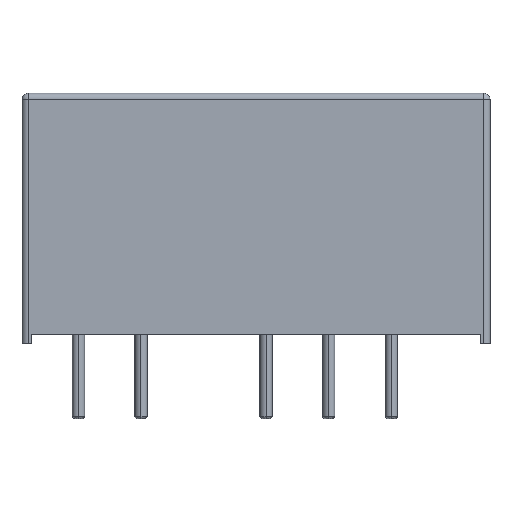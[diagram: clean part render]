
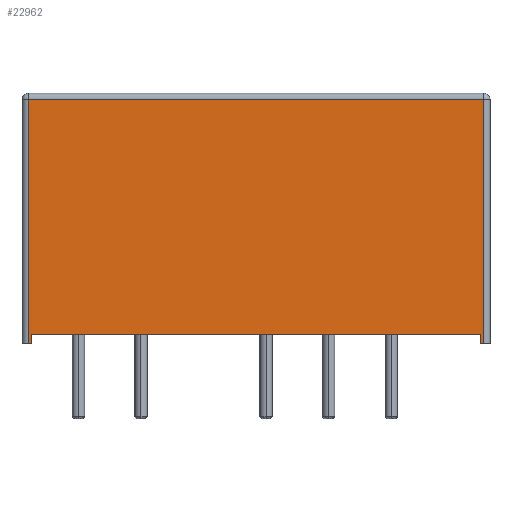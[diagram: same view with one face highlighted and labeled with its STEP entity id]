
A CAD part, left-side view. The second image highlights one B-rep face of the part: STEP entity #22962.
In plain terms, the highlighted planar face has unit normal (-1, 0, 0).
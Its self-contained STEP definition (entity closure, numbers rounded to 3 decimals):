
#543 = CARTESIAN_POINT ( 'NONE',  ( -6.3, 2.04, 9.92 ) ) ;
#1064 = DIRECTION ( 'NONE',  ( 0., 0., -1. ) ) ;
#1465 = CARTESIAN_POINT ( 'NONE',  ( -6.3, -16.33, 0.01 ) ) ;
#2370 = ORIENTED_EDGE ( 'NONE', *, *, #23817, .T. ) ;
#3077 = VECTOR ( 'NONE', #16651, 1000. ) ;
#3116 = DIRECTION ( 'NONE',  ( 0., 0., 1. ) ) ;
#3509 = ORIENTED_EDGE ( 'NONE', *, *, #24307, .T. ) ;
#3652 = VERTEX_POINT ( 'NONE', #1465 ) ;
#3845 = DIRECTION ( 'NONE',  ( 0., -1., 0. ) ) ;
#4318 = LINE ( 'NONE', #13879, #16127 ) ;
#4470 = LINE ( 'NONE', #13769, #9626 ) ;
#4646 = EDGE_CURVE ( 'NONE', #22315, #3652, #16355, .T. ) ;
#5118 = LINE ( 'NONE', #543, #11631 ) ;
#5404 = EDGE_CURVE ( 'NONE', #23353, #22315, #15968, .T. ) ;
#5563 = ORIENTED_EDGE ( 'NONE', *, *, #4646, .T. ) ;
#5862 = VECTOR ( 'NONE', #15437, 1000. ) ;
#7176 = CARTESIAN_POINT ( 'NONE',  ( -6.3, 2.04, 9.92 ) ) ;
#7262 = CARTESIAN_POINT ( 'NONE',  ( -6.3, -16.33, 0.39 ) ) ;
#8075 = CARTESIAN_POINT ( 'NONE',  ( -6.3, 2.29, 0.01 ) ) ;
#9626 = VECTOR ( 'NONE', #22148, 1000. ) ;
#9900 = LINE ( 'NONE', #21041, #3077 ) ;
#10899 = LINE ( 'NONE', #8075, #20466 ) ;
#11631 = VECTOR ( 'NONE', #15183, 1000. ) ;
#13111 = CARTESIAN_POINT ( 'NONE',  ( -6.3, 2.04, 9.92 ) ) ;
#13605 = PLANE ( 'NONE',  #18071 ) ;
#13769 = CARTESIAN_POINT ( 'NONE',  ( -6.3, -16.46, 9.92 ) ) ;
#13879 = CARTESIAN_POINT ( 'NONE',  ( -6.3, 1.91, 0.01 ) ) ;
#14338 = EDGE_CURVE ( 'NONE', #24413, #25241, #4470, .T. ) ;
#15014 = CARTESIAN_POINT ( 'NONE',  ( -6.3, 1.91, 0.39 ) ) ;
#15183 = DIRECTION ( 'NONE',  ( 0., 1., 0. ) ) ;
#15437 = DIRECTION ( 'NONE',  ( 0., 0., -1. ) ) ;
#15968 = LINE ( 'NONE', #15014, #20596 ) ;
#16028 = ORIENTED_EDGE ( 'NONE', *, *, #24023, .T. ) ;
#16127 = VECTOR ( 'NONE', #3116, 1000. ) ;
#16287 = FACE_OUTER_BOUND ( 'NONE', #23764, .T. ) ;
#16355 = LINE ( 'NONE', #7262, #5862 ) ;
#16651 = DIRECTION ( 'NONE',  ( 0., -1., 0. ) ) ;
#17513 = CARTESIAN_POINT ( 'NONE',  ( -6.3, -16.46, 9.92 ) ) ;
#18048 = DIRECTION ( 'NONE',  ( -1., 0., 0. ) ) ;
#18071 = AXIS2_PLACEMENT_3D ( 'NONE', #26292, #18048, #19958 ) ;
#18558 = CARTESIAN_POINT ( 'NONE',  ( -6.3, -16.46, 0.01 ) ) ;
#18904 = ORIENTED_EDGE ( 'NONE', *, *, #5404, .T. ) ;
#19423 = DIRECTION ( 'NONE',  ( 0., -1., 0. ) ) ;
#19762 = LINE ( 'NONE', #7176, #25994 ) ;
#19958 = DIRECTION ( 'NONE',  ( 0., 0., 1. ) ) ;
#20466 = VECTOR ( 'NONE', #3845, 1000. ) ;
#20596 = VECTOR ( 'NONE', #19423, 1000. ) ;
#21041 = CARTESIAN_POINT ( 'NONE',  ( -6.3, -16.33, 0.01 ) ) ;
#21254 = EDGE_CURVE ( 'NONE', #26643, #23353, #4318, .T. ) ;
#21306 = CARTESIAN_POINT ( 'NONE',  ( -6.3, 2.04, 0.01 ) ) ;
#22148 = DIRECTION ( 'NONE',  ( 0., 0., 1. ) ) ;
#22315 = VERTEX_POINT ( 'NONE', #25056 ) ;
#22962 = ADVANCED_FACE ( 'NONE', ( #16287 ), #13605, .T. ) ;
#23335 = EDGE_CURVE ( 'NONE', #25241, #25627, #5118, .T. ) ;
#23353 = VERTEX_POINT ( 'NONE', #26089 ) ;
#23764 = EDGE_LOOP ( 'NONE', ( #16028, #26946, #23944, #3509, #2370, #27030, #18904, #5563 ) ) ;
#23817 = EDGE_CURVE ( 'NONE', #25575, #26643, #10899, .T. ) ;
#23944 = ORIENTED_EDGE ( 'NONE', *, *, #23335, .T. ) ;
#24023 = EDGE_CURVE ( 'NONE', #3652, #24413, #9900, .T. ) ;
#24307 = EDGE_CURVE ( 'NONE', #25627, #25575, #19762, .T. ) ;
#24413 = VERTEX_POINT ( 'NONE', #18558 ) ;
#25056 = CARTESIAN_POINT ( 'NONE',  ( -6.3, -16.33, 0.39 ) ) ;
#25241 = VERTEX_POINT ( 'NONE', #17513 ) ;
#25575 = VERTEX_POINT ( 'NONE', #21306 ) ;
#25627 = VERTEX_POINT ( 'NONE', #13111 ) ;
#25994 = VECTOR ( 'NONE', #1064, 1000. ) ;
#26089 = CARTESIAN_POINT ( 'NONE',  ( -6.3, 1.91, 0.39 ) ) ;
#26292 = CARTESIAN_POINT ( 'NONE',  ( -6.3, 2.04, 9.92 ) ) ;
#26603 = CARTESIAN_POINT ( 'NONE',  ( -6.3, 1.91, 0.01 ) ) ;
#26643 = VERTEX_POINT ( 'NONE', #26603 ) ;
#26946 = ORIENTED_EDGE ( 'NONE', *, *, #14338, .T. ) ;
#27030 = ORIENTED_EDGE ( 'NONE', *, *, #21254, .T. ) ;
